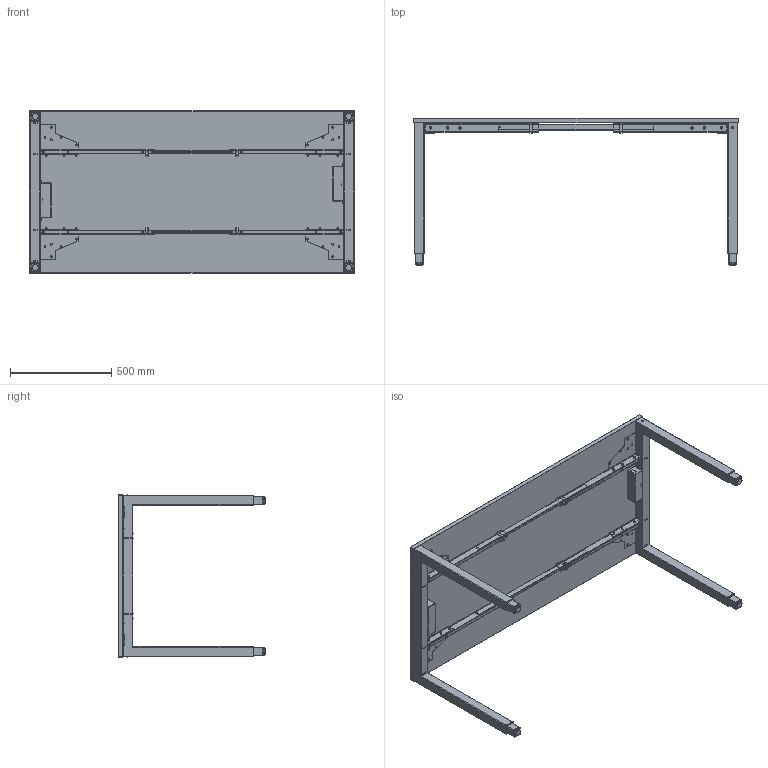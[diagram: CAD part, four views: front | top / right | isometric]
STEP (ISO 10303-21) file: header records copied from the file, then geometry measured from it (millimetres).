
FILE_DESCRIPTION (( 'STEP AP203' ), '1' );
FILE_NAME ('TETRA WORK 1600x800 - HIGH END by Swedstyle_51211X-1.STEP', '2021-03-11T07:32:41', ( '' ), ( '' ), 'SwSTEP 2.0', 'SolidWorks 2019', '' );
FILE_SCHEMA (( 'CONFIG_CONTROL_DESIGN' ));
Length unit declared in the file: millimetre
Products named in the file (3): Skiva 1600x800 - Tetra Work HIGH END; TETRA WORK 1600x800 - HIGH END by Swedstyle_51211X-1; Tetra Work 1600x800 - HIGH END
Assembly tree (2 placements, depth 2):
  TETRA WORK 1600x800 - HIGH END by Swedstyle_51211X-1
    Tetra Work 1600x800 - HIGH END
    Skiva 1600x800 - Tetra Work HIGH END
Bounding box: 1600 x 728 x 800 mm (x, y, z)
Surface area: 4487475.7 mm2 (no closed solid volume)
Topology: 0 solids, 179 shells, 1142 faces, 4276 edges, 3172 vertices
Faces by surface type: plane 494, cylinder 434, cone 120, torus 70, sphere 12, bspline 12
Entity records: 46572 total; most frequent: CARTESIAN_POINT 9199, DIRECTION 8472, ORIENTED_EDGE 6292, EDGE_CURVE 4276, VERTEX_POINT 3172, AXIS2_PLACEMENT_3D 3165, VECTOR 2142, LINE 2142
